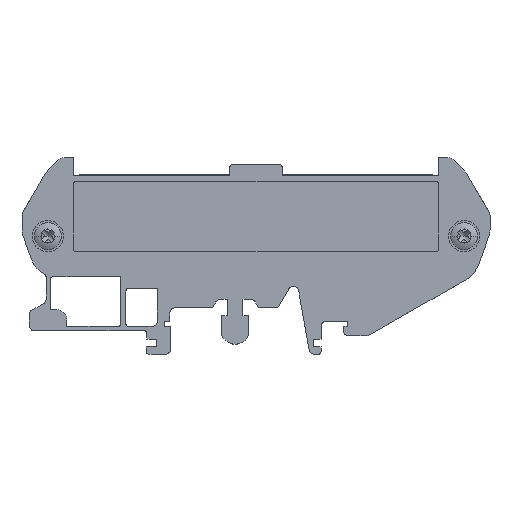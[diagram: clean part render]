
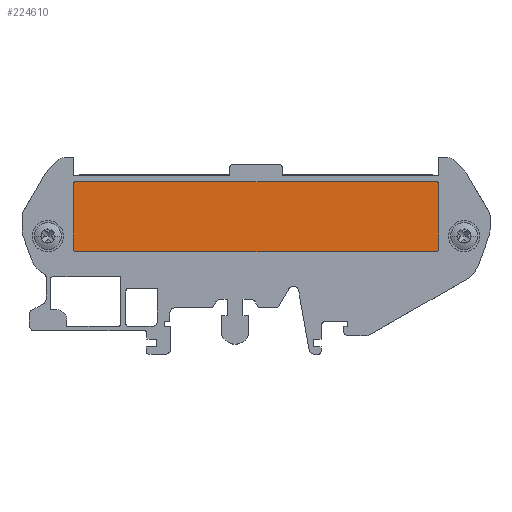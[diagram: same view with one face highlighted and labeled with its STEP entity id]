
A CAD part, top view. The second image highlights one B-rep face of the part: STEP entity #224610.
In plain terms, the highlighted face is planar.
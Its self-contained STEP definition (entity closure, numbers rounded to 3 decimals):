
#160410=CARTESIAN_POINT('',(244.055,27.892,-326.8));
#160420=VERTEX_POINT('',#160410);
#160450=CARTESIAN_POINT('',(244.055,15.492,-326.8));
#160460=DIRECTION('',(0.,1.,0.));
#160470=VECTOR('',#160460,1.);
#160480=LINE('',#160450,#160470);
#160490=CARTESIAN_POINT('',(244.055,15.492,-326.8));
#160500=VERTEX_POINT('',#160490);
#160510=EDGE_CURVE('',#160500,#160420,#160480,.T.);
#163350=CARTESIAN_POINT('',(243.555,28.392,-326.8));
#163360=VERTEX_POINT('',#163350);
#163390=CARTESIAN_POINT('',(243.555,27.892,-326.8));
#163400=DIRECTION('',(0.,0.,1.));
#163410=DIRECTION('',(-1.,0.,0.));
#163420=AXIS2_PLACEMENT_3D('',#163390,#163400,#163410);
#163430=CIRCLE('',#163420,0.5);
#163440=EDGE_CURVE('',#160420,#163360,#163430,.T.);
#212770=CARTESIAN_POINT('',(243.555,15.492,-326.8));
#212780=DIRECTION('',(0.,0.,1.));
#212790=DIRECTION('',(-1.,0.,0.));
#212800=AXIS2_PLACEMENT_3D('',#212770,#212780,#212790);
#212810=CIRCLE('',#212800,0.5);
#212820=CARTESIAN_POINT('',(243.555,14.992,-326.8));
#212830=VERTEX_POINT('',#212820);
#212840=EDGE_CURVE('',#212830,#160500,#212810,.T.);
#213220=CARTESIAN_POINT('',(174.555,14.992,-326.8));
#213230=DIRECTION('',(1.,0.,0.));
#213240=VECTOR('',#213230,1.);
#213250=LINE('',#213220,#213240);
#213260=CARTESIAN_POINT('',(174.555,14.992,-326.8));
#213270=VERTEX_POINT('',#213260);
#213280=EDGE_CURVE('',#213270,#212830,#213250,.T.);
#213580=CARTESIAN_POINT('',(174.055,15.492,-326.8));
#213590=VERTEX_POINT('',#213580);
#213620=CARTESIAN_POINT('',(174.055,15.492,-326.8));
#213630=DIRECTION('',(0.,1.,0.));
#213640=VECTOR('',#213630,1.);
#213650=LINE('',#213620,#213640);
#213660=CARTESIAN_POINT('',(174.055,27.892,-326.8));
#213670=VERTEX_POINT('',#213660);
#213680=EDGE_CURVE('',#213590,#213670,#213650,.T.);
#213930=CARTESIAN_POINT('',(174.555,15.492,-326.8));
#213940=DIRECTION('',(0.,0.,1.));
#213950=DIRECTION('',(-1.,0.,0.));
#213960=AXIS2_PLACEMENT_3D('',#213930,#213940,#213950);
#213970=CIRCLE('',#213960,0.5);
#213980=EDGE_CURVE('',#213590,#213270,#213970,.T.);
#224020=CARTESIAN_POINT('',(174.555,27.892,-326.8));
#224030=DIRECTION('',(0.,0.,1.));
#224040=DIRECTION('',(-1.,0.,0.));
#224050=AXIS2_PLACEMENT_3D('',#224020,#224030,#224040);
#224060=CIRCLE('',#224050,0.5);
#224070=CARTESIAN_POINT('',(174.555,28.392,-326.8));
#224080=VERTEX_POINT('',#224070);
#224090=EDGE_CURVE('',#224080,#213670,#224060,.T.);
#224410=CARTESIAN_POINT('',(229.055,-3.958,-326.8));
#224420=DIRECTION('',(0.,0.,1.));
#224430=DIRECTION('',(1.,0.,0.));
#224440=AXIS2_PLACEMENT_3D('',#224410,#224420,#224430);
#224450=PLANE('',#224440);
#224460=ORIENTED_EDGE('',*,*,#224090,.F.);
#224470=ORIENTED_EDGE('',*,*,#213680,.T.);
#224480=ORIENTED_EDGE('',*,*,#213980,.F.);
#224490=ORIENTED_EDGE('',*,*,#213280,.F.);
#224500=ORIENTED_EDGE('',*,*,#212840,.F.);
#224510=ORIENTED_EDGE('',*,*,#160510,.F.);
#224520=ORIENTED_EDGE('',*,*,#163440,.F.);
#224530=CARTESIAN_POINT('',(243.555,28.392,-326.8));
#224540=DIRECTION('',(-1.,0.,0.));
#224550=VECTOR('',#224540,1.);
#224560=LINE('',#224530,#224550);
#224570=EDGE_CURVE('',#163360,#224080,#224560,.T.);
#224580=ORIENTED_EDGE('',*,*,#224570,.F.);
#224590=EDGE_LOOP('',(#224580,#224520,#224510,#224500,#224490,#224480,
#224470,#224460));
#224600=FACE_OUTER_BOUND('',#224590,.T.);
#224610=ADVANCED_FACE('',(#224600),#224450,.F.);
